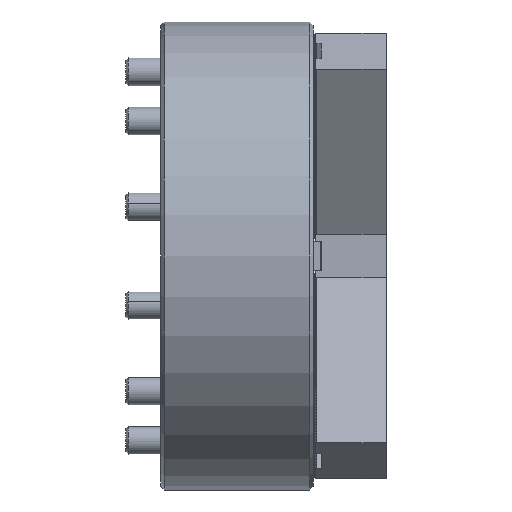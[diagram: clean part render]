
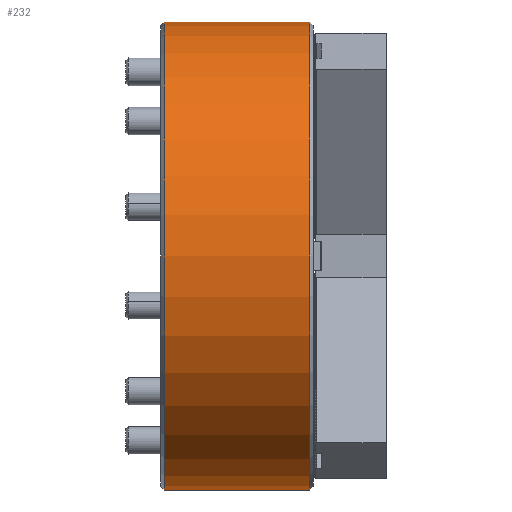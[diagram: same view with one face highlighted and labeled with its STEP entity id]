
A CAD part, front view. The second image highlights one B-rep face of the part: STEP entity #232.
In plain terms, the highlighted cylindrical face has radius 202.5 mm (diameter 405 mm), a partial arc.
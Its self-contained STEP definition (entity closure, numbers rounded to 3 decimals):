
#80 = VERTEX_POINT ( 'NONE', #14702 ) ;
#232 = ADVANCED_FACE ( 'NONE', ( #15787 ), #14779, .T. ) ;
#1346 = DIRECTION ( 'NONE',  ( 1., 0., 0. ) ) ;
#1539 = EDGE_CURVE ( 'NONE', #30701, #19154, #24873, .T. ) ;
#2565 = AXIS2_PLACEMENT_3D ( 'NONE', #35122, #16245, #38325 ) ;
#3005 = CARTESIAN_POINT ( 'NONE',  ( 138.442, 0., 0. ) ) ;
#3063 = ORIENTED_EDGE ( 'NONE', *, *, #38647, .F. ) ;
#3512 = CARTESIAN_POINT ( 'NONE',  ( 129., 0., 202.5 ) ) ;
#5168 = DIRECTION ( 'NONE',  ( -1., 0., 0. ) ) ;
#5254 = EDGE_LOOP ( 'NONE', ( #3063, #26167, #26289, #31747 ) ) ;
#12348 = CIRCLE ( 'NONE', #2565, 202.5 ) ;
#14702 = CARTESIAN_POINT ( 'NONE',  ( 3., 0., 202.5 ) ) ;
#14779 = CYLINDRICAL_SURFACE ( 'NONE', #15713, 202.5 ) ;
#15713 = AXIS2_PLACEMENT_3D ( 'NONE', #3005, #18690, #37600 ) ;
#15787 = FACE_OUTER_BOUND ( 'NONE', #5254, .T. ) ;
#16245 = DIRECTION ( 'NONE',  ( 1., 0., 0. ) ) ;
#16647 = CIRCLE ( 'NONE', #17904, 202.5 ) ;
#16766 = EDGE_CURVE ( 'NONE', #80, #30701, #12348, .T. ) ;
#17904 = AXIS2_PLACEMENT_3D ( 'NONE', #24033, #5168, #27193 ) ;
#18159 = EDGE_CURVE ( 'NONE', #19154, #25183, #16647, .T. ) ;
#18518 = CARTESIAN_POINT ( 'NONE',  ( 138.442, 0., -202.5 ) ) ;
#18690 = DIRECTION ( 'NONE',  ( 1., 0., 0. ) ) ;
#19154 = VERTEX_POINT ( 'NONE', #36034 ) ;
#22415 = LINE ( 'NONE', #39120, #39183 ) ;
#24033 = CARTESIAN_POINT ( 'NONE',  ( 129., 0., 0. ) ) ;
#24873 = LINE ( 'NONE', #18518, #40695 ) ;
#25183 = VERTEX_POINT ( 'NONE', #3512 ) ;
#26167 = ORIENTED_EDGE ( 'NONE', *, *, #16766, .T. ) ;
#26289 = ORIENTED_EDGE ( 'NONE', *, *, #1539, .T. ) ;
#27193 = DIRECTION ( 'NONE',  ( 0., 0., -1. ) ) ;
#30504 = CARTESIAN_POINT ( 'NONE',  ( 3., 0., -202.5 ) ) ;
#30701 = VERTEX_POINT ( 'NONE', #30504 ) ;
#31747 = ORIENTED_EDGE ( 'NONE', *, *, #18159, .T. ) ;
#35122 = CARTESIAN_POINT ( 'NONE',  ( 3., 0., 0. ) ) ;
#36034 = CARTESIAN_POINT ( 'NONE',  ( 129., 0., -202.5 ) ) ;
#37410 = DIRECTION ( 'NONE',  ( 1., 0., 0. ) ) ;
#37600 = DIRECTION ( 'NONE',  ( 0., 0., -1. ) ) ;
#38325 = DIRECTION ( 'NONE',  ( 0., 0., 1. ) ) ;
#38647 = EDGE_CURVE ( 'NONE', #80, #25183, #22415, .T. ) ;
#39120 = CARTESIAN_POINT ( 'NONE',  ( 138.442, 0., 202.5 ) ) ;
#39183 = VECTOR ( 'NONE', #1346, 1000. ) ;
#40695 = VECTOR ( 'NONE', #37410, 1000. ) ;
